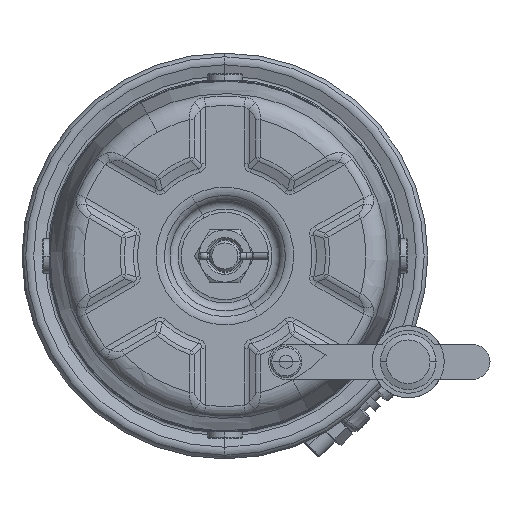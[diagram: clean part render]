
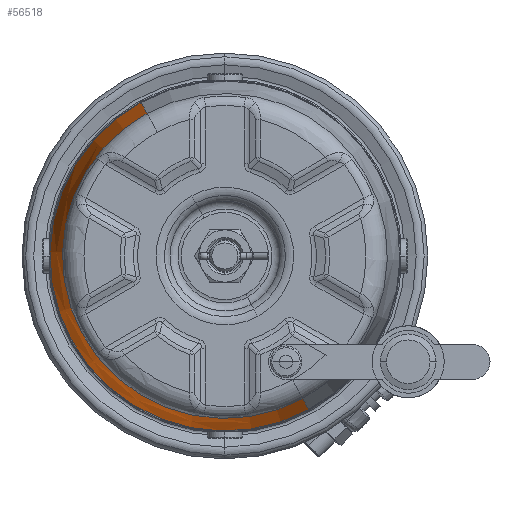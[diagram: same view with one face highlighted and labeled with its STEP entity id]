
A CAD part, left-side view. The second image highlights one B-rep face of the part: STEP entity #56518.
In plain terms, the highlighted conical face has half-angle 10 degrees and reference radius 77.326 mm.
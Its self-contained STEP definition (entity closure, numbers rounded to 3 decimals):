
#20001=CARTESIAN_POINT('',(38.315,0.,0.));
#20002=DIRECTION('',(-1.,0.,0.));
#20003=DIRECTION('',(0.,0.479,0.878));
#20004=AXIS2_PLACEMENT_3D('',#20001,#20002,#20003);
#20613=DIRECTION('',(0.985,0.083,0.152));
#20614=VECTOR('',#20613,33.053);
#20615=CARTESIAN_POINT('',(5.764,35.696,65.342));
#20616=LINE('',#20615,#20614);
#20617=DIRECTION('',(0.985,-0.083,-0.152));
#20618=VECTOR('',#20617,33.053);
#20619=CARTESIAN_POINT('',(5.764,-35.696,
-65.342));
#20620=LINE('',#20619,#20618);
#20765=CARTESIAN_POINT('',(5.764,0.,0.));
#20766=DIRECTION('',(1.,0.,0.));
#20767=DIRECTION('',(0.,-0.479,-0.878));
#20768=AXIS2_PLACEMENT_3D('',#20765,#20766,#20767);
#27167=CARTESIAN_POINT('',(38.315,-38.448,
-70.379));
#27169=VERTEX_POINT('',#27167);
#27171=CARTESIAN_POINT('',(38.315,38.448,70.379));
#27173=VERTEX_POINT('',#27171);
#27186=CARTESIAN_POINT('',(5.764,-35.696,
-65.342));
#27187=VERTEX_POINT('',#27186);
#27188=CARTESIAN_POINT('',(5.764,35.696,65.342));
#27189=VERTEX_POINT('',#27188);
#56506=CARTESIAN_POINT('',(22.04,0.,0.));
#56507=DIRECTION('',(1.,0.,0.));
#56508=DIRECTION('',(0.,0.479,0.878));
#56509=AXIS2_PLACEMENT_3D('',#56506,#56507,#56508);
#56510=CONICAL_SURFACE('',#56509,77.326,10.);
#56511=ORIENTED_EDGE('',*,*,#55857,.F.);
#56512=ORIENTED_EDGE('',*,*,#56494,.F.);
#56514=ORIENTED_EDGE('',*,*,#56513,.F.);
#56515=ORIENTED_EDGE('',*,*,#56490,.T.);
#56516=EDGE_LOOP('',(#56511,#56512,#56514,#56515));
#56517=FACE_OUTER_BOUND('',#56516,.F.);
#20005=CIRCLE('',#20004,80.196);
#20769=CIRCLE('',#20768,74.457);
#55857=EDGE_CURVE('',#27173,#27169,#20005,.T.);
#56490=EDGE_CURVE('',#27187,#27169,#20620,.T.);
#56494=EDGE_CURVE('',#27189,#27173,#20616,.T.);
#56513=EDGE_CURVE('',#27187,#27189,#20769,.T.);
#56518=ADVANCED_FACE('',(#56517),#56510,.T.);
